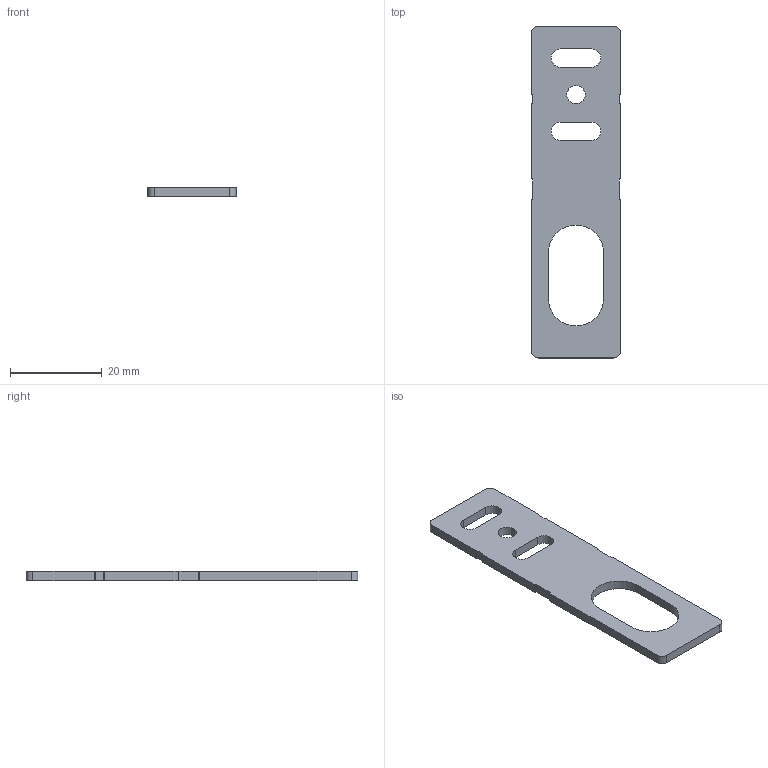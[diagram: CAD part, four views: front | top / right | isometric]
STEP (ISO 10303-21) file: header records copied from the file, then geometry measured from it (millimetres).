
FILE_DESCRIPTION(/* description */ (''),/* implementation_level */ '2;1');
FILE_NAME(/* name */ 'BM12-IM.stp',/* time_stamp */ '2024-12-23T11:27:03+07:00',/* author */ ('L0STik'),/* organization */ (''),/* preprocessor_version */ 'ST-DEVELOPER v18.1',/* originating_system */ 'Autodesk Inventor 2021',/* authorisation */ '');
FILE_SCHEMA (('AUTOMOTIVE_DESIGN { 1 0 10303 214 3 1 1 }'));
Length unit declared in the file: millimetre
Products named in the file (1): BM12-IM
Bounding box: 19.4 x 72.5 x 2 mm (x, y, z)
Volume: 2146.8 mm3; surface area: 2758.1 mm2
Topology: 1 solids, 1 shells, 51 faces, 147 edges, 98 vertices
Faces by surface type: cylinder 27, plane 24
Full cylindrical faces by diameter (mm): 4 x1
Entity records: 1752 total; most frequent: DIRECTION 305, CARTESIAN_POINT 297, ORIENTED_EDGE 294, EDGE_CURVE 147, AXIS2_PLACEMENT_3D 106, VERTEX_POINT 98, LINE 93, VECTOR 93
